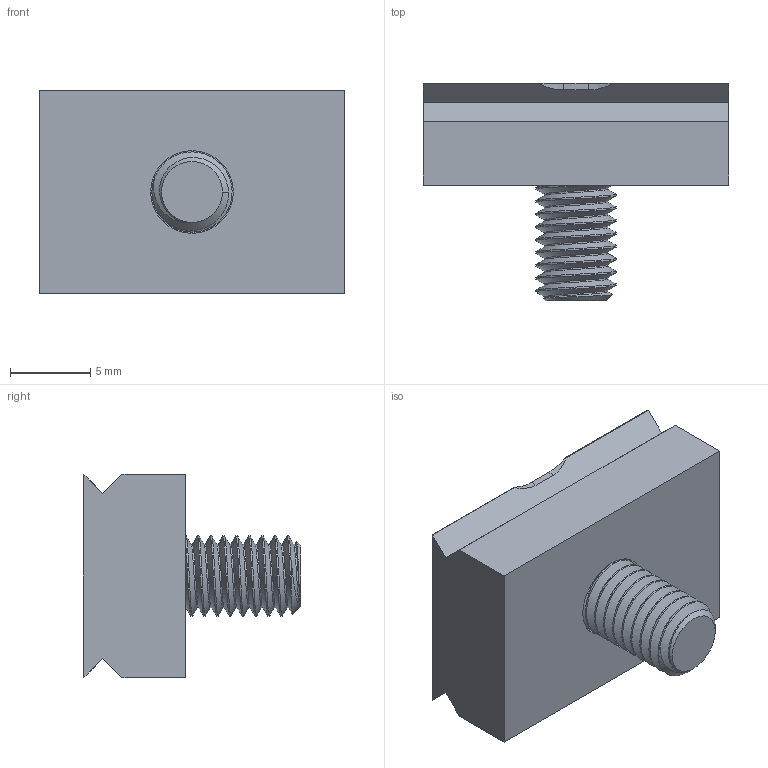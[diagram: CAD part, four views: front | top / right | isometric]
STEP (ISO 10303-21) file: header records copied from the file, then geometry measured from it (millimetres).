
FILE_DESCRIPTION (( 'STEP AP203' ), '1' );
FILE_NAME ('33050_DD_for Step_Part File.STEP', '2022-03-07T17:39:51', ( '' ), ( '' ), 'SwSTEP 2.0', 'SolidWorks 2021', '' );
FILE_SCHEMA (( 'CONFIG_CONTROL_DESIGN' ));
Length unit declared in the file: inch
Products named in the file (1): 33050_DD_for Step_Part File
Bounding box: 19.05 x 13.56 x 12.7 mm (x, y, z)
Volume: 1521.4 mm3; surface area: 1485.7 mm2
Topology: 2 solids, 2 shells, 78 faces, 196 edges, 125 vertices
Faces by surface type: cylinder 35, plane 27, cone 13, bspline 3
Entity records: 4447 total; most frequent: CARTESIAN_POINT 2678, ORIENTED_EDGE 392, DIRECTION 309, EDGE_CURVE 196, VERTEX_POINT 125, AXIS2_PLACEMENT_3D 107, VECTOR 95, LINE 95
